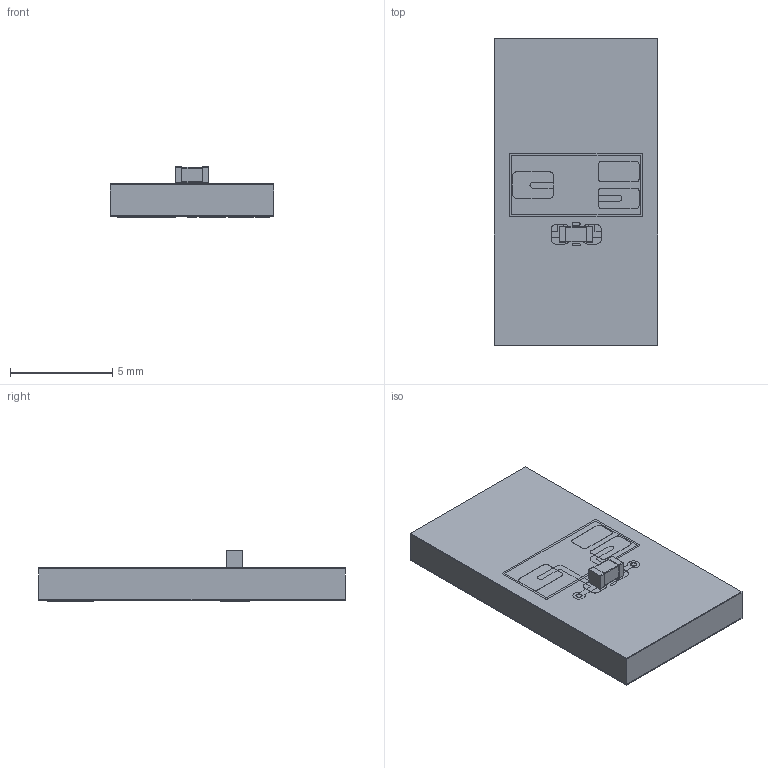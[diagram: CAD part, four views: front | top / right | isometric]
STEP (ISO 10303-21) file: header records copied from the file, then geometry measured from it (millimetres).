
FILE_DESCRIPTION(('KiCad electronic assembly'),'2;1');
FILE_NAME('light_sensor_rev_3.step','2025-10-16T15:09:57',('Pcbnew'),( 'Kicad'),'Open CASCADE STEP processor 7.9','KiCad to STEP converter' ,'Unknown');
FILE_SCHEMA(('AUTOMOTIVE_DESIGN { 1 0 10303 214 1 1 1 1 }'));
Length unit declared in the file: millimetre
Products named in the file (10): light_sensor_rev_3 1; C_0603_1608Metric; light_sensor_rev_3_copper; light_sensor_rev_3_pad; light_sensor_rev_3_via; light_sensor_rev_3_silkscreen; light_sensor_rev_3_soldermask; light_sensor_rev_3_PCB
Assembly tree (9 placements, depth 2):
  light_sensor_rev_3 1
    C_0603_1608Metric
    light_sensor_rev_3_copper
    light_sensor_rev_3_pad
    light_sensor_rev_3_via
    light_sensor_rev_3_silkscreen
    light_sensor_rev_3_silkscreen
    light_sensor_rev_3_soldermask
    light_sensor_rev_3_soldermask
    light_sensor_rev_3_PCB
Bounding box: 8 x 15 x 2.47 mm (x, y, z)
Volume: 183.6 mm3; surface area: 613.9 mm2
Topology: 15 solids, 41 shells, 194 faces, 878 edges, 742 vertices
Faces by surface type: plane 134, cylinder 60
Full cylindrical faces by diameter (mm): 0.25 x2, 0.275 x4, 0.3 x2
Entity records: 9821 total; most frequent: CARTESIAN_POINT 1824, DIRECTION 1533, ORIENTED_EDGE 1286, EDGE_CURVE 878, VERTEX_POINT 742, LINE 631, VECTOR 631, AXIS2_PLACEMENT_3D 451
